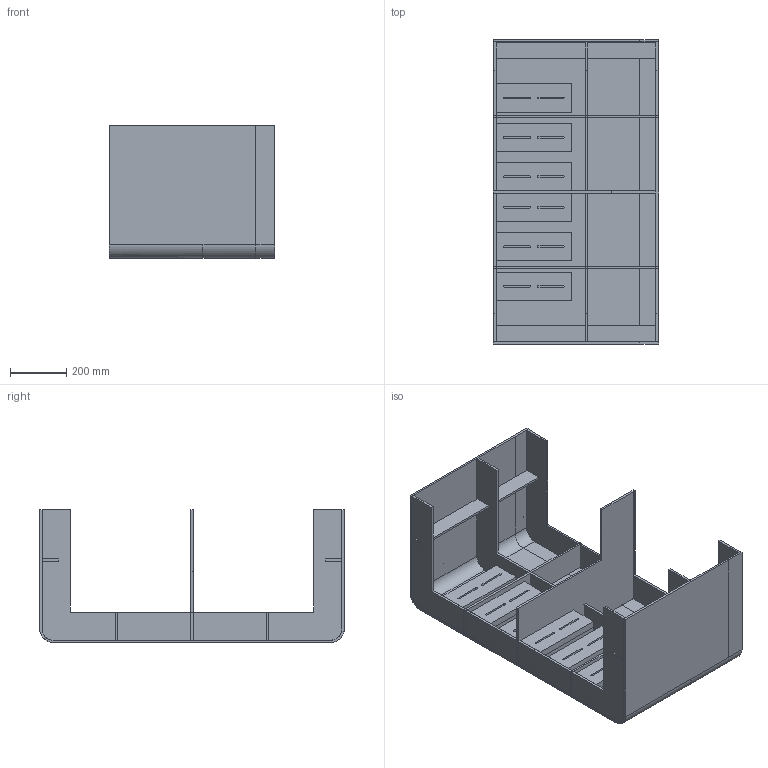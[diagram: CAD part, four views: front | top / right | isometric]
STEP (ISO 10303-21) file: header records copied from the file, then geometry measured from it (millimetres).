
FILE_DESCRIPTION (( 'STEP AP214' ), '1' );
FILE_NAME ('Assem1.STEP', '2025-08-13T17:03:22', ( '' ), ( '' ), 'SwSTEP 2.0', 'SolidWorks 2019', '' );
FILE_SCHEMA (( 'AUTOMOTIVE_DESIGN' ));
Length unit declared in the file: millimetre
Products named in the file (3): sample; Assem1; ??0828
Assembly tree (25 placements, depth 2):
  Assem1
    sample
    ??0828  x24
Bounding box: 586 x 1080 x 471.67 mm (x, y, z)
Volume: 31714833 mm3; surface area: 6240194.7 mm2
Topology: 35 solids, 35 shells, 464 faces, 1164 edges, 776 vertices
Faces by surface type: plane 334, cylinder 110, bspline 20
Entity records: 5363 total; most frequent: CARTESIAN_POINT 1704, ORIENTED_EDGE 672, DIRECTION 610, EDGE_CURVE 336, LINE 244, VECTOR 244, VERTEX_POINT 224, AXIS2_PLACEMENT_3D 183
